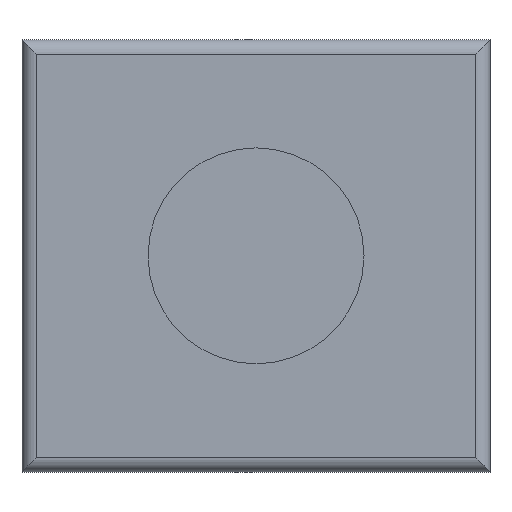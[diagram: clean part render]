
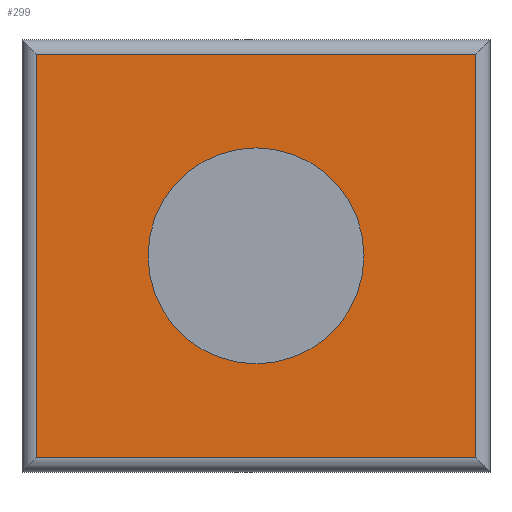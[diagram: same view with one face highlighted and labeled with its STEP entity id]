
A CAD part, top view. The second image highlights one B-rep face of the part: STEP entity #299.
In plain terms, the highlighted planar face has unit normal (0, 0, 1).
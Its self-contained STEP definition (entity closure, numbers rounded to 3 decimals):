
#126 = VERTEX_POINT('',#127);
#127 = CARTESIAN_POINT('',(-3.05,-2.8,1.8));
#134 = EDGE_CURVE('',#126,#135,#137,.T.);
#135 = VERTEX_POINT('',#136);
#136 = CARTESIAN_POINT('',(-3.05,2.8,1.8));
#137 = LINE('',#138,#139);
#138 = CARTESIAN_POINT('',(-3.05,-3.,1.8));
#139 = VECTOR('',#140,1.);
#140 = DIRECTION('',(0.,1.,0.));
#237 = EDGE_CURVE('',#126,#238,#240,.T.);
#238 = VERTEX_POINT('',#239);
#239 = CARTESIAN_POINT('',(3.05,-2.8,1.8));
#240 = LINE('',#241,#242);
#241 = CARTESIAN_POINT('',(-3.25,-2.8,1.8));
#242 = VECTOR('',#243,1.);
#243 = DIRECTION('',(1.,0.,0.));
#299 = ADVANCED_FACE('',(#300),#318,.T.);
#300 = FACE_BOUND('',#301,.T.);
#301 = EDGE_LOOP('',(#302,#303,#304,#312));
#302 = ORIENTED_EDGE('',*,*,#134,.F.);
#303 = ORIENTED_EDGE('',*,*,#237,.T.);
#304 = ORIENTED_EDGE('',*,*,#305,.T.);
#305 = EDGE_CURVE('',#238,#306,#308,.T.);
#306 = VERTEX_POINT('',#307);
#307 = CARTESIAN_POINT('',(3.05,2.8,1.8));
#308 = LINE('',#309,#310);
#309 = CARTESIAN_POINT('',(3.05,-3.,1.8));
#310 = VECTOR('',#311,1.);
#311 = DIRECTION('',(0.,1.,0.));
#312 = ORIENTED_EDGE('',*,*,#313,.F.);
#313 = EDGE_CURVE('',#135,#306,#314,.T.);
#314 = LINE('',#315,#316);
#315 = CARTESIAN_POINT('',(-3.25,2.8,1.8));
#316 = VECTOR('',#317,1.);
#317 = DIRECTION('',(1.,0.,0.));
#318 = PLANE('',#319);
#319 = AXIS2_PLACEMENT_3D('',#320,#321,#322);
#320 = CARTESIAN_POINT('',(-3.25,-3.,1.8));
#321 = DIRECTION('',(0.,0.,1.));
#322 = DIRECTION('',(1.,0.,0.));
